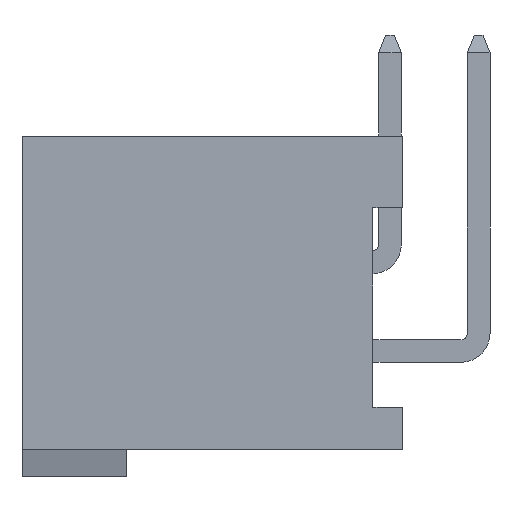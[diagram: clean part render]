
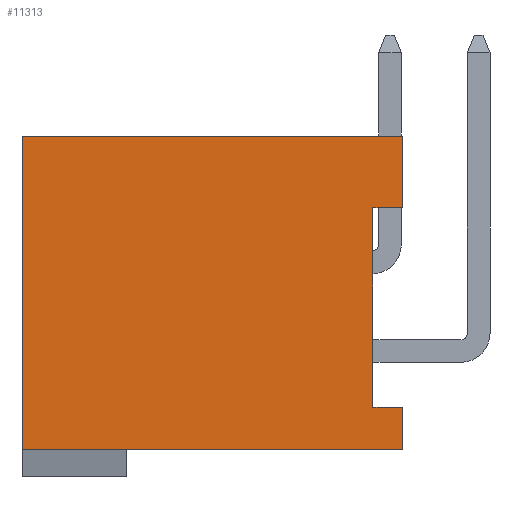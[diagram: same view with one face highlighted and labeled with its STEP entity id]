
A CAD part, left-side view. The second image highlights one B-rep face of the part: STEP entity #11313.
In plain terms, the highlighted planar face has unit normal (-1, 0, 0).
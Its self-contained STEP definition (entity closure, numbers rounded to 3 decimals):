
#61 = DIRECTION ( 'NONE',  ( 0., 1., 0. ) ) ;
#99 = CARTESIAN_POINT ( 'NONE',  ( -11.33, 5.45, -2.875 ) ) ;
#110 = DIRECTION ( 'NONE',  ( -1., 0., 0. ) ) ;
#160 = DIRECTION ( 'NONE',  ( 0., -1., 0. ) ) ;
#209 = ORIENTED_EDGE ( 'NONE', *, *, #8192, .T. ) ;
#548 = LINE ( 'NONE', #6268, #10288 ) ;
#573 = CARTESIAN_POINT ( 'NONE',  ( -11.33, 5.45, -4.1 ) ) ;
#905 = DIRECTION ( 'NONE',  ( 0., 0., 1. ) ) ;
#944 = VECTOR ( 'NONE', #11114, 1000. ) ;
#1043 = PLANE ( 'NONE',  #4679 ) ;
#1405 = CARTESIAN_POINT ( 'NONE',  ( -11.33, 5.45, -4.1 ) ) ;
#1675 = VERTEX_POINT ( 'NONE', #8544 ) ;
#1773 = EDGE_CURVE ( 'NONE', #9819, #3405, #11211, .T. ) ;
#1788 = CARTESIAN_POINT ( 'NONE',  ( -11.33, -4.6, 2.825 ) ) ;
#1833 = CARTESIAN_POINT ( 'NONE',  ( -11.33, -5.45, -4.875 ) ) ;
#1972 = CARTESIAN_POINT ( 'NONE',  ( -11.33, -4.6, -4.875 ) ) ;
#2829 = ORIENTED_EDGE ( 'NONE', *, *, #8235, .T. ) ;
#3198 = EDGE_CURVE ( 'NONE', #10801, #4663, #9780, .T. ) ;
#3371 = LINE ( 'NONE', #1972, #944 ) ;
#3405 = VERTEX_POINT ( 'NONE', #573 ) ;
#4380 = EDGE_CURVE ( 'NONE', #9354, #7465, #4591, .T. ) ;
#4446 = CARTESIAN_POINT ( 'NONE',  ( -11.33, 5.45, 4.875 ) ) ;
#4528 = CARTESIAN_POINT ( 'NONE',  ( -11.33, -5.45, -2.875 ) ) ;
#4551 = DIRECTION ( 'NONE',  ( 0., 0., -1. ) ) ;
#4564 = CARTESIAN_POINT ( 'NONE',  ( -11.33, -5.45, -4.1 ) ) ;
#4591 = LINE ( 'NONE', #99, #6657 ) ;
#4593 = EDGE_CURVE ( 'NONE', #3405, #4742, #9142, .T. ) ;
#4663 = VERTEX_POINT ( 'NONE', #7991 ) ;
#4665 = ORIENTED_EDGE ( 'NONE', *, *, #3198, .T. ) ;
#4679 = AXIS2_PLACEMENT_3D ( 'NONE', #5548, #110, #6437 ) ;
#4742 = VERTEX_POINT ( 'NONE', #4564 ) ;
#5292 = FACE_OUTER_BOUND ( 'NONE', #10059, .T. ) ;
#5365 = EDGE_CURVE ( 'NONE', #9354, #4742, #10324, .T. ) ;
#5505 = DIRECTION ( 'NONE',  ( 0., -1., 0. ) ) ;
#5548 = CARTESIAN_POINT ( 'NONE',  ( -11.33, 5.45, -4.875 ) ) ;
#5777 = CARTESIAN_POINT ( 'NONE',  ( -11.33, 5.45, 2.825 ) ) ;
#5906 = LINE ( 'NONE', #4446, #8364 ) ;
#6017 = CARTESIAN_POINT ( 'NONE',  ( -11.33, -4.6, -2.875 ) ) ;
#6268 = CARTESIAN_POINT ( 'NONE',  ( -11.33, -5.45, -4.875 ) ) ;
#6437 = DIRECTION ( 'NONE',  ( 0., 0., 1. ) ) ;
#6657 = VECTOR ( 'NONE', #61, 1000. ) ;
#7319 = CARTESIAN_POINT ( 'NONE',  ( -11.33, 5.45, -4.875 ) ) ;
#7465 = VERTEX_POINT ( 'NONE', #6017 ) ;
#7484 = ORIENTED_EDGE ( 'NONE', *, *, #4380, .T. ) ;
#7639 = DIRECTION ( 'NONE',  ( 0., 0., -1. ) ) ;
#7991 = CARTESIAN_POINT ( 'NONE',  ( -11.33, -5.45, 2.825 ) ) ;
#8192 = EDGE_CURVE ( 'NONE', #1675, #9819, #5906, .T. ) ;
#8235 = EDGE_CURVE ( 'NONE', #4663, #1675, #548, .T. ) ;
#8364 = VECTOR ( 'NONE', #11814, 1000. ) ;
#8544 = CARTESIAN_POINT ( 'NONE',  ( -11.33, -5.45, 4.875 ) ) ;
#9142 = LINE ( 'NONE', #1405, #11627 ) ;
#9354 = VERTEX_POINT ( 'NONE', #4528 ) ;
#9780 = LINE ( 'NONE', #5777, #10372 ) ;
#9819 = VERTEX_POINT ( 'NONE', #11555 ) ;
#9940 = ORIENTED_EDGE ( 'NONE', *, *, #4593, .T. ) ;
#10024 = VECTOR ( 'NONE', #4551, 1000. ) ;
#10059 = EDGE_LOOP ( 'NONE', ( #11731, #9940, #11260, #7484, #11373, #4665, #2829, #209 ) ) ;
#10277 = EDGE_CURVE ( 'NONE', #7465, #10801, #3371, .T. ) ;
#10288 = VECTOR ( 'NONE', #905, 1000. ) ;
#10324 = LINE ( 'NONE', #1833, #10024 ) ;
#10372 = VECTOR ( 'NONE', #5505, 1000. ) ;
#10801 = VERTEX_POINT ( 'NONE', #1788 ) ;
#10927 = VECTOR ( 'NONE', #7639, 1000. ) ;
#11114 = DIRECTION ( 'NONE',  ( 0., 0., 1. ) ) ;
#11211 = LINE ( 'NONE', #7319, #10927 ) ;
#11260 = ORIENTED_EDGE ( 'NONE', *, *, #5365, .F. ) ;
#11313 = ADVANCED_FACE ( 'NONE', ( #5292 ), #1043, .T. ) ;
#11373 = ORIENTED_EDGE ( 'NONE', *, *, #10277, .T. ) ;
#11555 = CARTESIAN_POINT ( 'NONE',  ( -11.33, 5.45, 4.875 ) ) ;
#11627 = VECTOR ( 'NONE', #160, 1000. ) ;
#11731 = ORIENTED_EDGE ( 'NONE', *, *, #1773, .T. ) ;
#11814 = DIRECTION ( 'NONE',  ( 0., 1., 0. ) ) ;
